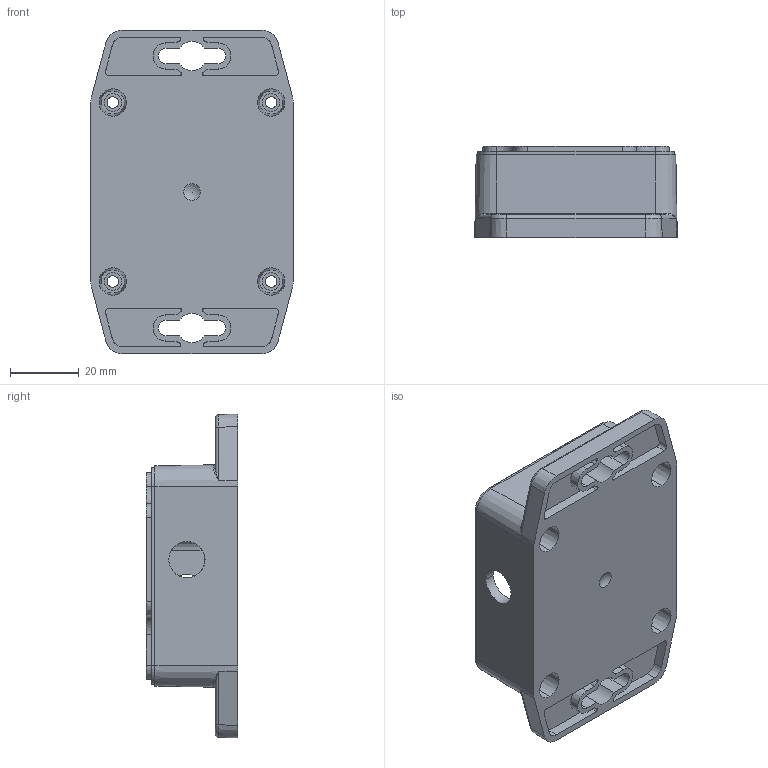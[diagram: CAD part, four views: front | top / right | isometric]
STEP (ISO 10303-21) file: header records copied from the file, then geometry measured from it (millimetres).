
FILE_DESCRIPTION (( 'STEP AP214' ), '1' );
FILE_NAME ('WC-20F_Body.STEP', '2024-09-19T18:19:38', ( '' ), ( '' ), 'SwSTEP 2.0', 'SolidWorks 2024', '' );
FILE_SCHEMA (( 'AUTOMOTIVE_DESIGN' ));
Length unit declared in the file: millimetre
Products named in the file (1): WC-20F_Body
Bounding box: 58.84 x 26.51 x 94 mm (x, y, z)
Volume: 37930.6 mm3; surface area: 27895.4 mm2
Topology: 5 solids, 5 shells, 278 faces, 721 edges, 472 vertices
Faces by surface type: plane 105, cone 98, cylinder 54, bspline 12, torus 8, sphere 1
Entity records: 9251 total; most frequent: CARTESIAN_POINT 2223, DIRECTION 1510, ORIENTED_EDGE 1428, EDGE_CURVE 714, AXIS2_PLACEMENT_3D 589, VERTEX_POINT 470, VECTOR 332, LINE 332
